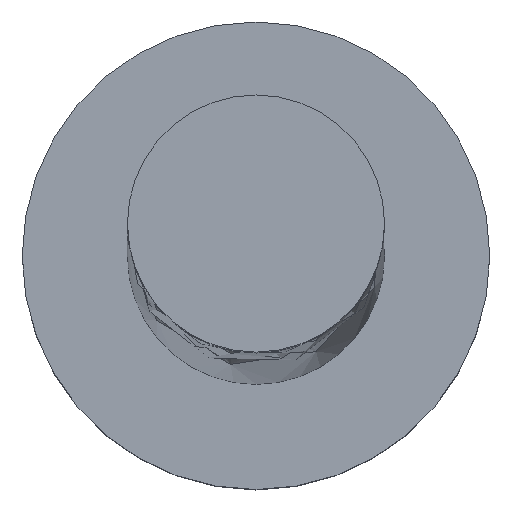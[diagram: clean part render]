
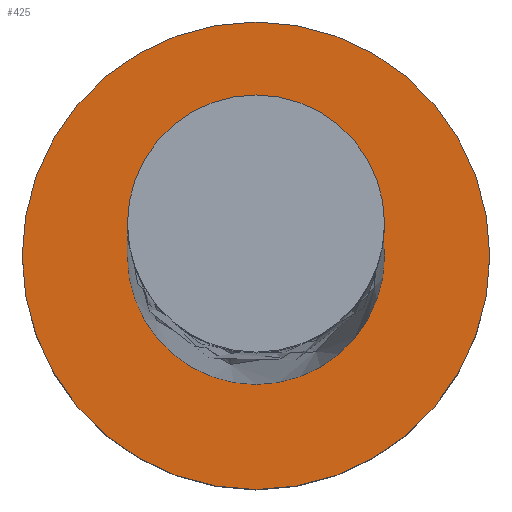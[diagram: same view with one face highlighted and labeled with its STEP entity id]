
A CAD part, top view. The second image highlights one B-rep face of the part: STEP entity #425.
In plain terms, the highlighted planar face has unit normal (0, 0, 1).
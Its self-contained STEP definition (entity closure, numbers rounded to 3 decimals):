
#77 = EDGE_CURVE ( 'NONE', #81, #672, #650, .T. ) ;
#81 = VERTEX_POINT ( 'NONE', #338 ) ;
#100 = DIRECTION ( 'NONE',  ( 0., 0., 1. ) ) ;
#116 = CARTESIAN_POINT ( 'NONE',  ( -2., 0., 2. ) ) ;
#195 = ORIENTED_EDGE ( 'NONE', *, *, #1205, .T. ) ;
#199 = AXIS2_PLACEMENT_3D ( 'NONE', #1515, #948, #594 ) ;
#204 = DIRECTION ( 'NONE',  ( 1., 0., 0. ) ) ;
#209 = CARTESIAN_POINT ( 'NONE',  ( 0., 0., 2. ) ) ;
#273 = DIRECTION ( 'NONE',  ( 0., 0., 1. ) ) ;
#286 = EDGE_LOOP ( 'NONE', ( #762, #195 ) ) ;
#307 = DIRECTION ( 'NONE',  ( 1., 0., 0. ) ) ;
#338 = CARTESIAN_POINT ( 'NONE',  ( -1.1, 0., 2. ) ) ;
#381 = ORIENTED_EDGE ( 'NONE', *, *, #1183, .F. ) ;
#412 = VERTEX_POINT ( 'NONE', #116 ) ;
#425 = ADVANCED_FACE ( 'NONE', ( #1031, #644 ), #470, .T. ) ;
#433 = AXIS2_PLACEMENT_3D ( 'NONE', #455, #100, #204 ) ;
#455 = CARTESIAN_POINT ( 'NONE',  ( 0., 0., 2. ) ) ;
#462 = DIRECTION ( 'NONE',  ( 0., 0., 1. ) ) ;
#470 = PLANE ( 'NONE',  #199 ) ;
#529 = CARTESIAN_POINT ( 'NONE',  ( 0., 0., 2. ) ) ;
#594 = DIRECTION ( 'NONE',  ( 1., 0., 0. ) ) ;
#644 = FACE_OUTER_BOUND ( 'NONE', #286, .T. ) ;
#650 = CIRCLE ( 'NONE', #1246, 1.1 ) ;
#672 = VERTEX_POINT ( 'NONE', #1108 ) ;
#688 = DIRECTION ( 'NONE',  ( 1., 0., 0. ) ) ;
#718 = AXIS2_PLACEMENT_3D ( 'NONE', #816, #923, #307 ) ;
#762 = ORIENTED_EDGE ( 'NONE', *, *, #1496, .T. ) ;
#763 = CIRCLE ( 'NONE', #970, 2. ) ;
#805 = ORIENTED_EDGE ( 'NONE', *, *, #77, .F. ) ;
#816 = CARTESIAN_POINT ( 'NONE',  ( 0., 0., 2. ) ) ;
#842 = CIRCLE ( 'NONE', #718, 2. ) ;
#923 = DIRECTION ( 'NONE',  ( 0., 0., 1. ) ) ;
#948 = DIRECTION ( 'NONE',  ( 0., 0., 1. ) ) ;
#970 = AXIS2_PLACEMENT_3D ( 'NONE', #529, #273, #987 ) ;
#973 = EDGE_LOOP ( 'NONE', ( #805, #381 ) ) ;
#987 = DIRECTION ( 'NONE',  ( 1., 0., 0. ) ) ;
#1031 = FACE_BOUND ( 'NONE', #973, .T. ) ;
#1108 = CARTESIAN_POINT ( 'NONE',  ( 1.1, 0., 2. ) ) ;
#1140 = CARTESIAN_POINT ( 'NONE',  ( 2., 0., 2. ) ) ;
#1160 = CIRCLE ( 'NONE', #433, 1.1 ) ;
#1183 = EDGE_CURVE ( 'NONE', #672, #81, #1160, .T. ) ;
#1205 = EDGE_CURVE ( 'NONE', #1240, #412, #842, .T. ) ;
#1240 = VERTEX_POINT ( 'NONE', #1140 ) ;
#1246 = AXIS2_PLACEMENT_3D ( 'NONE', #209, #462, #688 ) ;
#1496 = EDGE_CURVE ( 'NONE', #412, #1240, #763, .T. ) ;
#1515 = CARTESIAN_POINT ( 'NONE',  ( 0., 0., 2. ) ) ;
